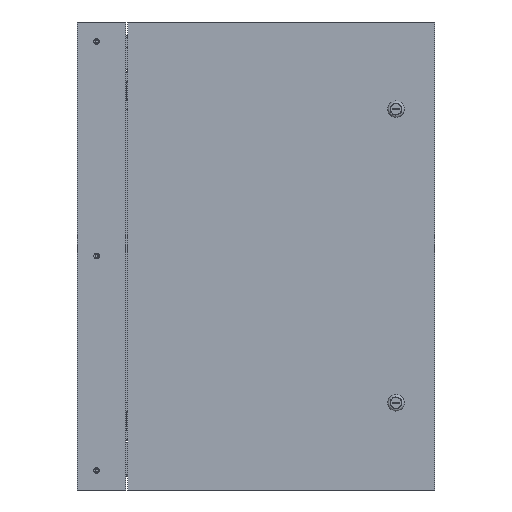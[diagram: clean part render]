
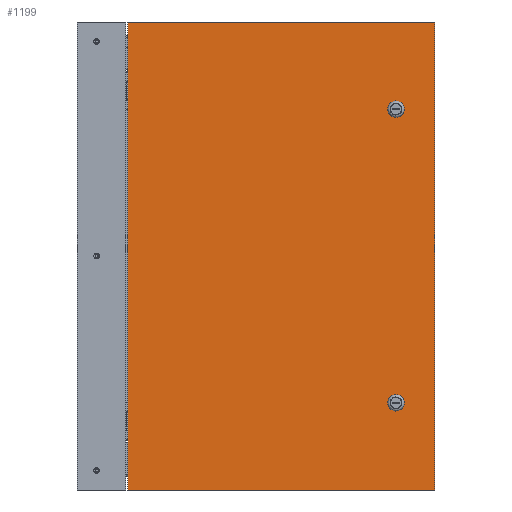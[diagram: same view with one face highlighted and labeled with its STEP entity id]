
A CAD part, front view. The second image highlights one B-rep face of the part: STEP entity #1199.
In plain terms, the highlighted planar face has unit normal (0, -1, 0).
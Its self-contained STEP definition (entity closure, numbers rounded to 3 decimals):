
#1199 = ADVANCED_FACE( '', ( #2651, #2652, #2653 ), #2654, .T. );
#2651 = FACE_BOUND( '', #9179, .T. );
#2652 = FACE_BOUND( '', #9180, .T. );
#2653 = FACE_OUTER_BOUND( '', #9181, .T. );
#2654 = PLANE( '', #9182 );
#9179 = EDGE_LOOP( '', ( #34431, #34432, #34433, #34434 ) );
#9180 = EDGE_LOOP( '', ( #34435, #34436, #34437, #34438 ) );
#9181 = EDGE_LOOP( '', ( #34439, #34440, #34441, #34442 ) );
#9182 = AXIS2_PLACEMENT_3D( '', #34443, #34444, #34445 );
#34431 = ORIENTED_EDGE( '', *, *, #38415, .F. );
#34432 = ORIENTED_EDGE( '', *, *, #38853, .F. );
#34433 = ORIENTED_EDGE( '', *, *, #38597, .F. );
#34434 = ORIENTED_EDGE( '', *, *, #38854, .F. );
#34435 = ORIENTED_EDGE( '', *, *, #38855, .F. );
#34436 = ORIENTED_EDGE( '', *, *, #38856, .F. );
#34437 = ORIENTED_EDGE( '', *, *, #38857, .F. );
#34438 = ORIENTED_EDGE( '', *, *, #38858, .F. );
#34439 = ORIENTED_EDGE( '', *, *, #38859, .T. );
#34440 = ORIENTED_EDGE( '', *, *, #38860, .T. );
#34441 = ORIENTED_EDGE( '', *, *, #38739, .T. );
#34442 = ORIENTED_EDGE( '', *, *, #38861, .T. );
#34443 = CARTESIAN_POINT( '', ( 0., 0., 0. ) );
#34444 = DIRECTION( '', ( 0., -1., 0. ) );
#34445 = DIRECTION( '', ( 0., 0., -1. ) );
#38415 = EDGE_CURVE( '', #40437, #40439, #40440, .T. );
#38597 = EDGE_CURVE( '', #40749, #40751, #40752, .T. );
#38739 = EDGE_CURVE( '', #40995, #40996, #40997, .T. );
#38853 = EDGE_CURVE( '', #40751, #40437, #41186, .T. );
#38854 = EDGE_CURVE( '', #40439, #40749, #41187, .T. );
#38855 = EDGE_CURVE( '', #41188, #41189, #41190, .T. );
#38856 = EDGE_CURVE( '', #41191, #41188, #41192, .T. );
#38857 = EDGE_CURVE( '', #41193, #41191, #41194, .T. );
#38858 = EDGE_CURVE( '', #41189, #41193, #41195, .T. );
#38859 = EDGE_CURVE( '', #41196, #41197, #41198, .T. );
#38860 = EDGE_CURVE( '', #41197, #40995, #41199, .T. );
#38861 = EDGE_CURVE( '', #40996, #41196, #41200, .T. );
#40437 = VERTEX_POINT( '', #43556 );
#40439 = VERTEX_POINT( '', #43559 );
#40440 = CIRCLE( '', #43560, 9.716 );
#40749 = VERTEX_POINT( '', #44298 );
#40751 = VERTEX_POINT( '', #44301 );
#40752 = CIRCLE( '', #44302, 9.716 );
#40995 = VERTEX_POINT( '', #44834 );
#40996 = VERTEX_POINT( '', #44835 );
#40997 = LINE( '', #44836, #44837 );
#41186 = LINE( '', #45202, #45203 );
#41187 = LINE( '', #45204, #45205 );
#41188 = VERTEX_POINT( '', #45206 );
#41189 = VERTEX_POINT( '', #45207 );
#41190 = CIRCLE( '', #45208, 9.716 );
#41191 = VERTEX_POINT( '', #45209 );
#41192 = LINE( '', #45210, #45211 );
#41193 = VERTEX_POINT( '', #45212 );
#41194 = CIRCLE( '', #45213, 9.716 );
#41195 = LINE( '', #45214, #45215 );
#41196 = VERTEX_POINT( '', #45216 );
#41197 = VERTEX_POINT( '', #45217 );
#41198 = LINE( '', #45218, #45219 );
#41199 = LINE( '', #45220, #45221 );
#41200 = LINE( '', #45222, #45223 );
#43556 = CARTESIAN_POINT( '', ( 166.878, 0., 208.522 ) );
#43559 = CARTESIAN_POINT( '', ( 150.622, 0., 208.522 ) );
#43560 = AXIS2_PLACEMENT_3D( '', #49536, #49537, #49538 );
#44298 = CARTESIAN_POINT( '', ( 150.622, 0., 197.878 ) );
#44301 = CARTESIAN_POINT( '', ( 166.878, 0., 197.878 ) );
#44302 = AXIS2_PLACEMENT_3D( '', #49715, #49716, #49717 );
#44834 = CARTESIAN_POINT( '', ( 212.725, 0., -323.85 ) );
#44835 = CARTESIAN_POINT( '', ( 212.725, 0., 323.85 ) );
#44836 = CARTESIAN_POINT( '', ( 212.725, 0., -323.85 ) );
#44837 = VECTOR( '', #49872, 1000. );
#45202 = CARTESIAN_POINT( '', ( 166.878, 0., 208.522 ) );
#45203 = VECTOR( '', #49995, 1000. );
#45204 = CARTESIAN_POINT( '', ( 150.622, 0., 208.522 ) );
#45205 = VECTOR( '', #49996, 1000. );
#45206 = CARTESIAN_POINT( '', ( 166.878, 0., -197.878 ) );
#45207 = CARTESIAN_POINT( '', ( 150.622, 0., -197.878 ) );
#45208 = AXIS2_PLACEMENT_3D( '', #49997, #49998, #49999 );
#45209 = CARTESIAN_POINT( '', ( 166.878, 0., -208.522 ) );
#45210 = CARTESIAN_POINT( '', ( 166.878, 0., -197.878 ) );
#45211 = VECTOR( '', #50000, 1000. );
#45212 = CARTESIAN_POINT( '', ( 150.622, 0., -208.522 ) );
#45213 = AXIS2_PLACEMENT_3D( '', #50001, #50002, #50003 );
#45214 = CARTESIAN_POINT( '', ( 150.622, 0., -197.878 ) );
#45215 = VECTOR( '', #50004, 1000. );
#45216 = CARTESIAN_POINT( '', ( -212.725, 0., 323.85 ) );
#45217 = CARTESIAN_POINT( '', ( -212.725, 0., -323.85 ) );
#45218 = CARTESIAN_POINT( '', ( -212.725, 0., 323.85 ) );
#45219 = VECTOR( '', #50005, 1000. );
#45220 = CARTESIAN_POINT( '', ( -212.725, 0., -323.85 ) );
#45221 = VECTOR( '', #50006, 1000. );
#45222 = CARTESIAN_POINT( '', ( 212.725, 0., 323.85 ) );
#45223 = VECTOR( '', #50007, 1000. );
#49536 = CARTESIAN_POINT( '', ( 158.75, 0., 203.2 ) );
#49537 = DIRECTION( '', ( 0., -1., 0. ) );
#49538 = DIRECTION( '', ( 1., 0., 0. ) );
#49715 = CARTESIAN_POINT( '', ( 158.75, 0., 203.2 ) );
#49716 = DIRECTION( '', ( 0., -1., 0. ) );
#49717 = DIRECTION( '', ( 1., 0., 0. ) );
#49872 = DIRECTION( '', ( 0., 0., 1. ) );
#49995 = DIRECTION( '', ( 0., 0., 1. ) );
#49996 = DIRECTION( '', ( 0., 0., -1. ) );
#49997 = CARTESIAN_POINT( '', ( 158.75, 0., -203.2 ) );
#49998 = DIRECTION( '', ( 0., -1., 0. ) );
#49999 = DIRECTION( '', ( 1., 0., 0. ) );
#50000 = DIRECTION( '', ( 0., 0., 1. ) );
#50001 = CARTESIAN_POINT( '', ( 158.75, 0., -203.2 ) );
#50002 = DIRECTION( '', ( 0., -1., 0. ) );
#50003 = DIRECTION( '', ( 1., 0., 0. ) );
#50004 = DIRECTION( '', ( 0., 0., -1. ) );
#50005 = DIRECTION( '', ( 0., 0., -1. ) );
#50006 = DIRECTION( '', ( 1., 0., 0. ) );
#50007 = DIRECTION( '', ( -1., 0., 0. ) );
